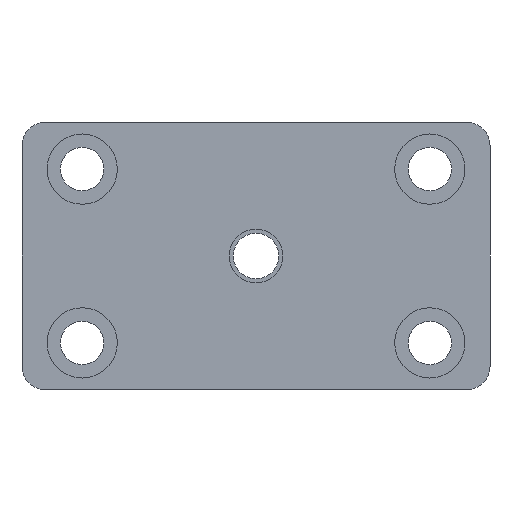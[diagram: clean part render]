
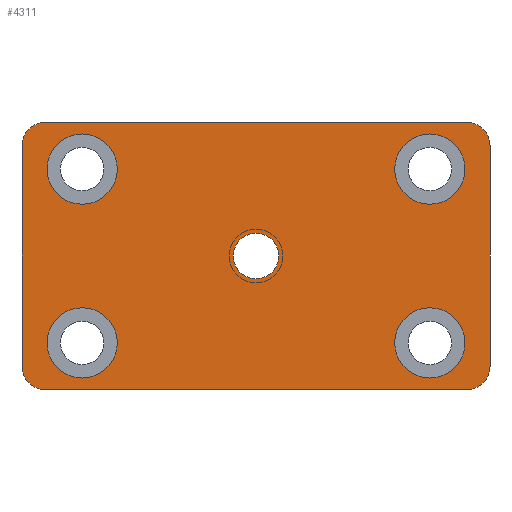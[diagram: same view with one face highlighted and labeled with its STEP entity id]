
A CAD part, front view. The second image highlights one B-rep face of the part: STEP entity #4311.
In plain terms, the highlighted planar face has unit normal (0, -1, 0).
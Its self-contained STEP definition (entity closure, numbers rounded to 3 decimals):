
#1=CARTESIAN_POINT('',(31.5,0.,-16.5));
#2=DIRECTION('',(0.,1.,0.));
#3=DIRECTION('',(1.,0.,0.));
#4=AXIS2_PLACEMENT_3D('',#1,#2,#3);
#6=CARTESIAN_POINT('',(-31.5,0.,-16.5));
#7=DIRECTION('',(0.,1.,0.));
#8=DIRECTION('',(0.,0.,-1.));
#9=AXIS2_PLACEMENT_3D('',#6,#7,#8);
#11=CARTESIAN_POINT('',(-31.5,0.,16.5));
#12=DIRECTION('',(0.,1.,0.));
#13=DIRECTION('',(-1.,0.,0.));
#14=AXIS2_PLACEMENT_3D('',#11,#12,#13);
#16=CARTESIAN_POINT('',(31.5,0.,16.5));
#17=DIRECTION('',(0.,1.,0.));
#18=DIRECTION('',(0.,0.,1.));
#19=AXIS2_PLACEMENT_3D('',#16,#17,#18);
#21=CARTESIAN_POINT('',(26.,0.,-13.));
#22=DIRECTION('',(0.,-1.,0.));
#23=DIRECTION('',(-1.,0.,0.));
#24=AXIS2_PLACEMENT_3D('',#21,#22,#23);
#26=CARTESIAN_POINT('',(26.,0.,-13.));
#27=DIRECTION('',(0.,-1.,0.));
#28=DIRECTION('',(1.,0.,0.));
#29=AXIS2_PLACEMENT_3D('',#26,#27,#28);
#31=CARTESIAN_POINT('',(-26.,0.,-13.));
#32=DIRECTION('',(0.,-1.,0.));
#33=DIRECTION('',(-1.,0.,0.));
#34=AXIS2_PLACEMENT_3D('',#31,#32,#33);
#36=CARTESIAN_POINT('',(-26.,0.,-13.));
#37=DIRECTION('',(0.,-1.,0.));
#38=DIRECTION('',(1.,0.,0.));
#39=AXIS2_PLACEMENT_3D('',#36,#37,#38);
#41=CARTESIAN_POINT('',(26.,0.,13.));
#42=DIRECTION('',(0.,-1.,0.));
#43=DIRECTION('',(-1.,0.,0.));
#44=AXIS2_PLACEMENT_3D('',#41,#42,#43);
#46=CARTESIAN_POINT('',(26.,0.,13.));
#47=DIRECTION('',(0.,-1.,0.));
#48=DIRECTION('',(1.,0.,0.));
#49=AXIS2_PLACEMENT_3D('',#46,#47,#48);
#51=CARTESIAN_POINT('',(-26.,0.,13.));
#52=DIRECTION('',(0.,-1.,0.));
#53=DIRECTION('',(-1.,0.,0.));
#54=AXIS2_PLACEMENT_3D('',#51,#52,#53);
#56=CARTESIAN_POINT('',(-26.,0.,13.));
#57=DIRECTION('',(0.,-1.,0.));
#58=DIRECTION('',(1.,0.,0.));
#59=AXIS2_PLACEMENT_3D('',#56,#57,#58);
#61=CARTESIAN_POINT('',(0.,0.,0.));
#62=DIRECTION('',(0.,-1.,0.));
#63=DIRECTION('',(-1.,0.,0.));
#64=AXIS2_PLACEMENT_3D('',#61,#62,#63);
#66=CARTESIAN_POINT('',(0.,0.,0.));
#67=DIRECTION('',(0.,-1.,0.));
#68=DIRECTION('',(1.,0.,0.));
#69=AXIS2_PLACEMENT_3D('',#66,#67,#68);
#79=DIRECTION('',(0.,0.,1.));
#80=VECTOR('',#79,33.);
#81=CARTESIAN_POINT('',(35.,0.,-16.5));
#82=LINE('',#81,#80);
#91=DIRECTION('',(-1.,0.,0.));
#92=VECTOR('',#91,63.);
#93=CARTESIAN_POINT('',(31.5,0.,20.));
#94=LINE('',#93,#92);
#103=DIRECTION('',(0.,0.,-1.));
#104=VECTOR('',#103,33.);
#105=CARTESIAN_POINT('',(-35.,0.,16.5));
#106=LINE('',#105,#104);
#373=DIRECTION('',(1.,0.,0.));
#374=VECTOR('',#373,63.);
#375=CARTESIAN_POINT('',(-31.5,0.,-20.));
#376=LINE('',#375,#374);
#3442=CARTESIAN_POINT('',(35.,0.,-16.5));
#3443=CARTESIAN_POINT('',(31.5,0.,-20.));
#3444=VERTEX_POINT('',#3442);
#3445=VERTEX_POINT('',#3443);
#3446=CARTESIAN_POINT('',(-31.5,0.,-20.));
#3447=VERTEX_POINT('',#3446);
#3448=CARTESIAN_POINT('',(-35.,0.,-16.5));
#3449=VERTEX_POINT('',#3448);
#3450=CARTESIAN_POINT('',(-35.,0.,16.5));
#3451=VERTEX_POINT('',#3450);
#3452=CARTESIAN_POINT('',(-31.5,0.,20.));
#3453=VERTEX_POINT('',#3452);
#3454=CARTESIAN_POINT('',(31.5,0.,20.));
#3455=VERTEX_POINT('',#3454);
#3456=CARTESIAN_POINT('',(35.,0.,16.5));
#3457=VERTEX_POINT('',#3456);
#3458=CARTESIAN_POINT('',(20.75,0.,-13.));
#3459=CARTESIAN_POINT('',(31.25,0.,-13.));
#3460=VERTEX_POINT('',#3458);
#3461=VERTEX_POINT('',#3459);
#3462=CARTESIAN_POINT('',(-31.25,0.,-13.));
#3463=CARTESIAN_POINT('',(-20.75,0.,-13.));
#3464=VERTEX_POINT('',#3462);
#3465=VERTEX_POINT('',#3463);
#3466=CARTESIAN_POINT('',(20.75,0.,13.));
#3467=CARTESIAN_POINT('',(31.25,0.,13.));
#3468=VERTEX_POINT('',#3466);
#3469=VERTEX_POINT('',#3467);
#3470=CARTESIAN_POINT('',(-31.25,0.,13.));
#3471=CARTESIAN_POINT('',(-20.75,0.,13.));
#3472=VERTEX_POINT('',#3470);
#3473=VERTEX_POINT('',#3471);
#3474=CARTESIAN_POINT('',(-3.4,0.,0.));
#3475=CARTESIAN_POINT('',(3.4,0.,0.));
#3476=VERTEX_POINT('',#3474);
#3477=VERTEX_POINT('',#3475);
#4258=CARTESIAN_POINT('',(0.,0.,0.));
#4259=DIRECTION('',(0.,1.,0.));
#4260=DIRECTION('',(1.,0.,0.));
#4261=AXIS2_PLACEMENT_3D('',#4258,#4259,#4260);
#4262=PLANE('',#4261);
#4264=ORIENTED_EDGE('',*,*,#4263,.T.);
#4266=ORIENTED_EDGE('',*,*,#4265,.F.);
#4268=ORIENTED_EDGE('',*,*,#4267,.T.);
#4270=ORIENTED_EDGE('',*,*,#4269,.F.);
#4272=ORIENTED_EDGE('',*,*,#4271,.T.);
#4274=ORIENTED_EDGE('',*,*,#4273,.F.);
#4276=ORIENTED_EDGE('',*,*,#4275,.T.);
#4278=ORIENTED_EDGE('',*,*,#4277,.F.);
#4279=EDGE_LOOP('',(#4264,#4266,#4268,#4270,#4272,#4274,#4276,#4278));
#4280=FACE_OUTER_BOUND('',#4279,.F.);
#4282=ORIENTED_EDGE('',*,*,#4281,.T.);
#4284=ORIENTED_EDGE('',*,*,#4283,.T.);
#4285=EDGE_LOOP('',(#4282,#4284));
#4286=FACE_BOUND('',#4285,.F.);
#4288=ORIENTED_EDGE('',*,*,#4287,.T.);
#4290=ORIENTED_EDGE('',*,*,#4289,.T.);
#4291=EDGE_LOOP('',(#4288,#4290));
#4292=FACE_BOUND('',#4291,.F.);
#4294=ORIENTED_EDGE('',*,*,#4293,.T.);
#4296=ORIENTED_EDGE('',*,*,#4295,.T.);
#4297=EDGE_LOOP('',(#4294,#4296));
#4298=FACE_BOUND('',#4297,.F.);
#4300=ORIENTED_EDGE('',*,*,#4299,.T.);
#4302=ORIENTED_EDGE('',*,*,#4301,.T.);
#4303=EDGE_LOOP('',(#4300,#4302));
#4304=FACE_BOUND('',#4303,.F.);
#4306=ORIENTED_EDGE('',*,*,#4305,.T.);
#4308=ORIENTED_EDGE('',*,*,#4307,.T.);
#4309=EDGE_LOOP('',(#4306,#4308));
#4310=FACE_BOUND('',#4309,.F.);
#4311=ADVANCED_FACE('',(#4280,#4286,#4292,#4298,#4304,#4310),#4262,.F.);
#5=CIRCLE('',#4,3.5);
#10=CIRCLE('',#9,3.5);
#15=CIRCLE('',#14,3.5);
#20=CIRCLE('',#19,3.5);
#25=CIRCLE('',#24,5.25);
#30=CIRCLE('',#29,5.25);
#35=CIRCLE('',#34,5.25);
#40=CIRCLE('',#39,5.25);
#45=CIRCLE('',#44,5.25);
#50=CIRCLE('',#49,5.25);
#55=CIRCLE('',#54,5.25);
#60=CIRCLE('',#59,5.25);
#65=CIRCLE('',#64,3.4);
#70=CIRCLE('',#69,3.4);
#4263=EDGE_CURVE('',#3444,#3445,#5,.T.);
#4265=EDGE_CURVE('',#3447,#3445,#376,.T.);
#4267=EDGE_CURVE('',#3447,#3449,#10,.T.);
#4269=EDGE_CURVE('',#3451,#3449,#106,.T.);
#4271=EDGE_CURVE('',#3451,#3453,#15,.T.);
#4273=EDGE_CURVE('',#3455,#3453,#94,.T.);
#4275=EDGE_CURVE('',#3455,#3457,#20,.T.);
#4277=EDGE_CURVE('',#3444,#3457,#82,.T.);
#4281=EDGE_CURVE('',#3460,#3461,#25,.T.);
#4283=EDGE_CURVE('',#3461,#3460,#30,.T.);
#4287=EDGE_CURVE('',#3464,#3465,#35,.T.);
#4289=EDGE_CURVE('',#3465,#3464,#40,.T.);
#4293=EDGE_CURVE('',#3468,#3469,#45,.T.);
#4295=EDGE_CURVE('',#3469,#3468,#50,.T.);
#4299=EDGE_CURVE('',#3472,#3473,#55,.T.);
#4301=EDGE_CURVE('',#3473,#3472,#60,.T.);
#4305=EDGE_CURVE('',#3476,#3477,#65,.T.);
#4307=EDGE_CURVE('',#3477,#3476,#70,.T.);
